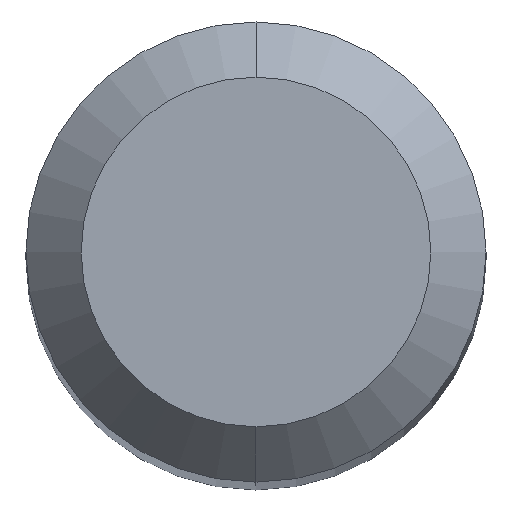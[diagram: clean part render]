
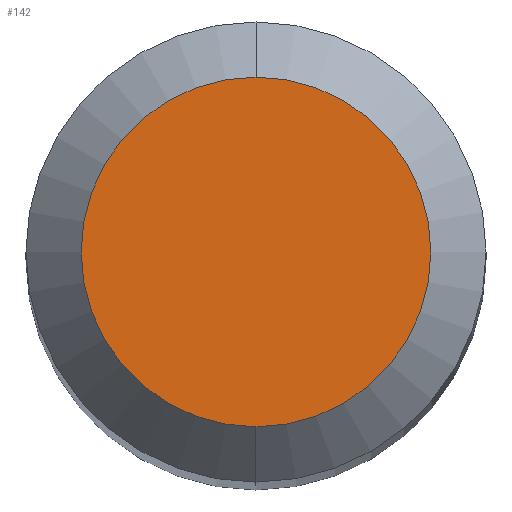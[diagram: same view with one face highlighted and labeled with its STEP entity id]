
A CAD part, top view. The second image highlights one B-rep face of the part: STEP entity #142.
In plain terms, the highlighted planar face has unit normal (0, 0, 1).
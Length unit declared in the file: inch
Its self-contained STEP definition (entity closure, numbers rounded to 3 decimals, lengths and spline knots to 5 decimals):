
#5 = FACE_OUTER_BOUND ( 'NONE', #316, .T. ) ;
#32 = ORIENTED_EDGE ( 'NONE', *, *, #328, .T. ) ;
#34 = DIRECTION ( 'NONE',  ( 0., 0., 1. ) ) ;
#44 = DIRECTION ( 'NONE',  ( 0., 0., -1. ) ) ;
#59 = VERTEX_POINT ( 'NONE', #217 ) ;
#64 = VERTEX_POINT ( 'NONE', #400 ) ;
#88 = CARTESIAN_POINT ( 'NONE',  ( 0., 0.0475, 0. ) ) ;
#114 = DIRECTION ( 'NONE',  ( 0., -1., 0. ) ) ;
#142 = ADVANCED_FACE ( 'NONE', ( #5 ), #250, .F. ) ;
#160 = ORIENTED_EDGE ( 'NONE', *, *, #458, .T. ) ;
#177 = DIRECTION ( 'NONE',  ( 0., 1., 0. ) ) ;
#217 = CARTESIAN_POINT ( 'NONE',  ( 0., -0.0475, 0. ) ) ;
#234 = CARTESIAN_POINT ( 'NONE',  ( 0., 0., 0. ) ) ;
#250 = PLANE ( 'NONE',  #302 ) ;
#266 = CARTESIAN_POINT ( 'NONE',  ( 0., 0., 0. ) ) ;
#294 = AXIS2_PLACEMENT_3D ( 'NONE', #234, #34, #114 ) ;
#302 = AXIS2_PLACEMENT_3D ( 'NONE', #88, #44, #177 ) ;
#312 = CIRCLE ( 'NONE', #294, 0.0475 ) ;
#316 = EDGE_LOOP ( 'NONE', ( #32, #160 ) ) ;
#328 = EDGE_CURVE ( 'NONE', #64, #59, #453, .T. ) ;
#335 = DIRECTION ( 'NONE',  ( 0., 0., 1. ) ) ;
#336 = AXIS2_PLACEMENT_3D ( 'NONE', #266, #335, #414 ) ;
#400 = CARTESIAN_POINT ( 'NONE',  ( 0., 0.0475, 0. ) ) ;
#414 = DIRECTION ( 'NONE',  ( 0., -1., 0. ) ) ;
#453 = CIRCLE ( 'NONE', #336, 0.0475 ) ;
#458 = EDGE_CURVE ( 'NONE', #59, #64, #312, .T. ) ;
